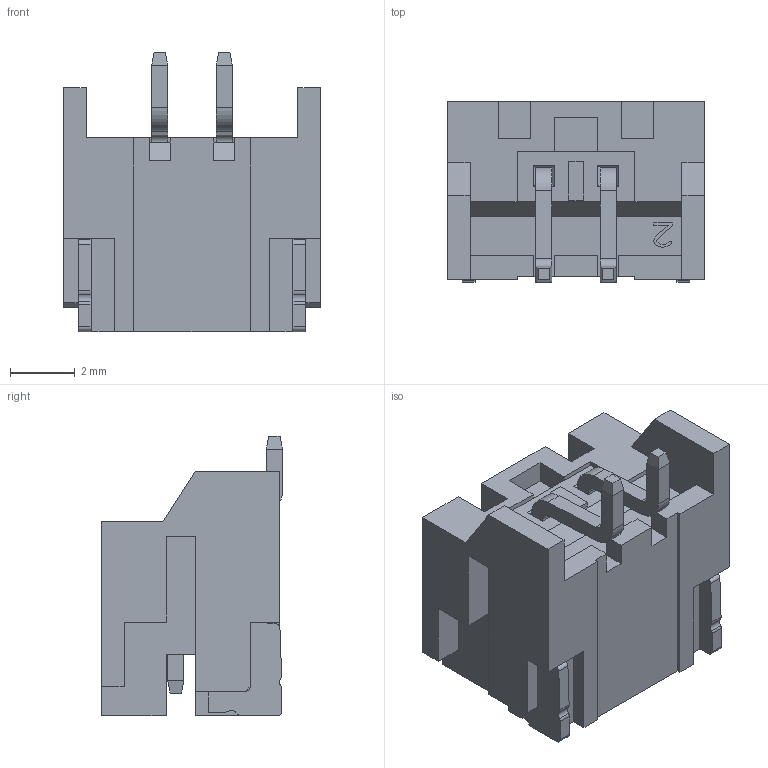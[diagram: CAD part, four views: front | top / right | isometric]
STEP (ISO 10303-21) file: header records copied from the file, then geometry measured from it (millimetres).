
FILE_DESCRIPTION((''),'2;1');
FILE_NAME('200-WTB-F-RA-SMT-CONN-2P','2019-04-23T',('Administrator'),(''),'PRO/ENGINEER BY PARAMETRIC TECHNOLOGY CORPORATION, 2009440','PRO/ENGINEER BY PARAMETRIC TECHNOLOGY CORPORATION, 2009440','');
FILE_SCHEMA(('CONFIG_CONTROL_DESIGN'));
Length unit declared in the file: millimetre
Products named in the file (1): 200-WTB-F-RA-SMT-CONN-2P
Bounding box: 7.95 x 5.6 x 8.65 mm (x, y, z)
Volume: 142.9 mm3; surface area: 471.1 mm2
Topology: 1 solids, 1 shells, 323 faces, 955 edges, 620 vertices
Faces by surface type: plane 268, cylinder 55
Entity records: 10685 total; most frequent: ORIENTED_EDGE 1910, CARTESIAN_POINT 1898, DIRECTION 1711, EDGE_CURVE 955, VECTOR 845, LINE 845, VERTEX_POINT 620, AXIS2_PLACEMENT_3D 433
